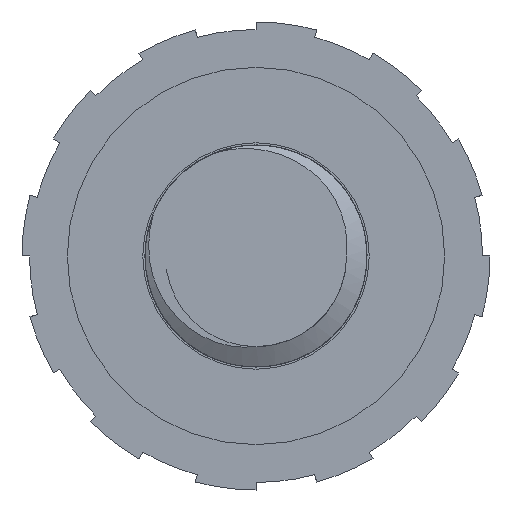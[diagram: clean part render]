
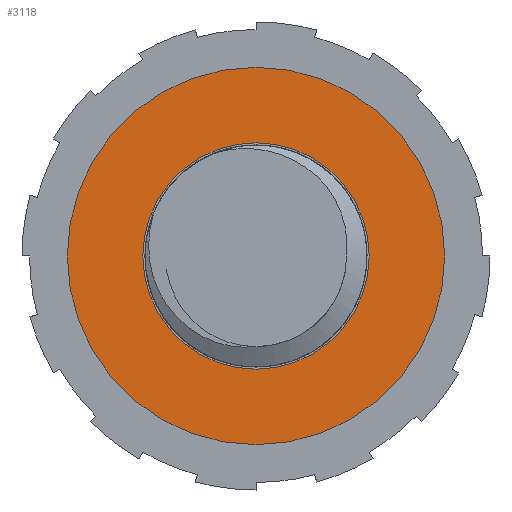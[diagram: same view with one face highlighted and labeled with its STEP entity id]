
A CAD part, front view. The second image highlights one B-rep face of the part: STEP entity #3118.
In plain terms, the highlighted planar face has unit normal (0, -1, 0).
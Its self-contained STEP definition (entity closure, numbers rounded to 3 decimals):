
#1254 = ORIENTED_EDGE ( 'NONE', *, *, #4376, .F. ) ;
#1258 = ORIENTED_EDGE ( 'NONE', *, *, #4372, .T. ) ;
#1265 = ORIENTED_EDGE ( 'NONE', *, *, #4344, .F. ) ;
#1296 = ORIENTED_EDGE ( 'NONE', *, *, #4322, .T. ) ;
#1341 = CARTESIAN_POINT ( 'NONE',  ( 1491.082, 1029.96, 2.549 ) ) ;
#1350 = CARTESIAN_POINT ( 'NONE',  ( 1491.082, 1029.96, 6.549 ) ) ;
#1358 = CARTESIAN_POINT ( 'NONE',  ( 1491.082, 1029.96, 1.549 ) ) ;
#1465 = VERTEX_POINT ( 'NONE', #1740 ) ;
#1472 = VERTEX_POINT ( 'NONE', #1350 ) ;
#1478 = VERTEX_POINT ( 'NONE', #1341 ) ;
#1490 = VERTEX_POINT ( 'NONE', #1358 ) ;
#1681 = EDGE_LOOP ( 'NONE', ( #1265, #1254 ) ) ;
#1729 = EDGE_LOOP ( 'NONE', ( #1258, #1296 ) ) ;
#1740 = CARTESIAN_POINT ( 'NONE',  ( 1491.082, 1029.96, 5.549 ) ) ;
#2255 = AXIS2_PLACEMENT_3D ( 'NONE', #3313, #3316, #3335 ) ;
#2306 = CIRCLE ( 'NONE', #2311, 2.5 ) ;
#2311 = AXIS2_PLACEMENT_3D ( 'NONE', #3765, #3718, #3752 ) ;
#2315 = CIRCLE ( 'NONE', #2352, 1.5 ) ;
#2321 = AXIS2_PLACEMENT_3D ( 'NONE', #3993, #3944, #3990 ) ;
#2338 = CIRCLE ( 'NONE', #2321, 1.5 ) ;
#2342 = CIRCLE ( 'NONE', #2348, 2.5 ) ;
#2348 = AXIS2_PLACEMENT_3D ( 'NONE', #4116, #4117, #4111 ) ;
#2352 = AXIS2_PLACEMENT_3D ( 'NONE', #4121, #4122, #4123 ) ;
#3118 = ADVANCED_FACE ( 'NONE', ( #3308, #3304 ), #3312, .T. ) ;
#3304 = FACE_BOUND ( 'NONE', #1681, .T. ) ;
#3308 = FACE_OUTER_BOUND ( 'NONE', #1729, .T. ) ;
#3312 = PLANE ( 'NONE',  #2255 ) ;
#3313 = CARTESIAN_POINT ( 'NONE',  ( 1492.282, 1029.96, 4.049 ) ) ;
#3316 = DIRECTION ( 'NONE',  ( 0., -1., 0. ) ) ;
#3335 = DIRECTION ( 'NONE',  ( 0., 0., -1. ) ) ;
#3718 = DIRECTION ( 'NONE',  ( 0., -1., 0. ) ) ;
#3752 = DIRECTION ( 'NONE',  ( 0., 0., -1. ) ) ;
#3765 = CARTESIAN_POINT ( 'NONE',  ( 1491.082, 1029.96, 4.049 ) ) ;
#3944 = DIRECTION ( 'NONE',  ( 0., -1., 0. ) ) ;
#3990 = DIRECTION ( 'NONE',  ( 0., 0., -1. ) ) ;
#3993 = CARTESIAN_POINT ( 'NONE',  ( 1491.082, 1029.96, 4.049 ) ) ;
#4111 = DIRECTION ( 'NONE',  ( 0., 0., -1. ) ) ;
#4116 = CARTESIAN_POINT ( 'NONE',  ( 1491.082, 1029.96, 4.049 ) ) ;
#4117 = DIRECTION ( 'NONE',  ( 0., -1., 0. ) ) ;
#4121 = CARTESIAN_POINT ( 'NONE',  ( 1491.082, 1029.96, 4.049 ) ) ;
#4122 = DIRECTION ( 'NONE',  ( 0., -1., 0. ) ) ;
#4123 = DIRECTION ( 'NONE',  ( 0., 0., -1. ) ) ;
#4322 = EDGE_CURVE ( 'NONE', #1472, #1490, #2306, .T. ) ;
#4344 = EDGE_CURVE ( 'NONE', #1465, #1478, #2338, .T. ) ;
#4372 = EDGE_CURVE ( 'NONE', #1490, #1472, #2342, .T. ) ;
#4376 = EDGE_CURVE ( 'NONE', #1478, #1465, #2315, .T. ) ;
